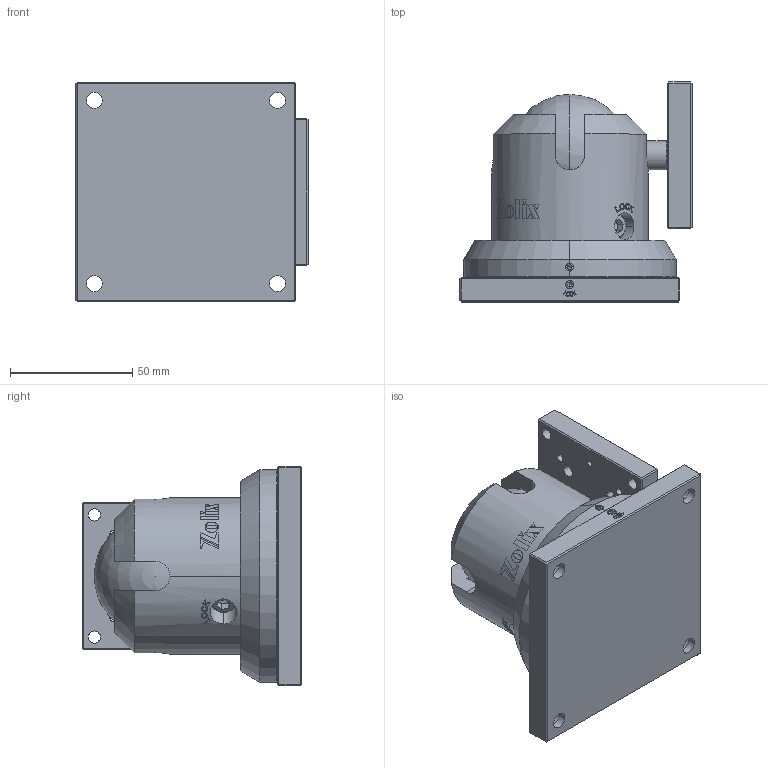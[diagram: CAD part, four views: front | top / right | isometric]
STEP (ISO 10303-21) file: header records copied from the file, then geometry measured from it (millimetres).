
FILE_DESCRIPTION (( 'STEP AP203' ), '1' );
FILE_NAME ('PHUP-60.STEP', '2022-07-20T02:46:03', ( '' ), ( '' ), 'SwSTEP 2.0', 'SolidWorks 2021', '' );
FILE_SCHEMA (( 'CONFIG_CONTROL_DESIGN' ));
Length unit declared in the file: millimetre
Products named in the file (1): PHUP-60
Bounding box: 95 x 90 x 90 mm (x, y, z)
Volume: 330293.2 mm3; surface area: 114517.8 mm2
Topology: 37 solids, 37 shells, 838 faces, 2155 edges, 1370 vertices
Faces by surface type: plane 254, cylinder 248, bspline 209, cone 77, sphere 44, torus 6
Entity records: 33841 total; most frequent: CARTESIAN_POINT 15418, ORIENTED_EDGE 4058, DIRECTION 3197, EDGE_CURVE 2029, VERTEX_POINT 1314, AXIS2_PLACEMENT_3D 1236, EDGE_LOOP 1003, ADVANCED_FACE 838
